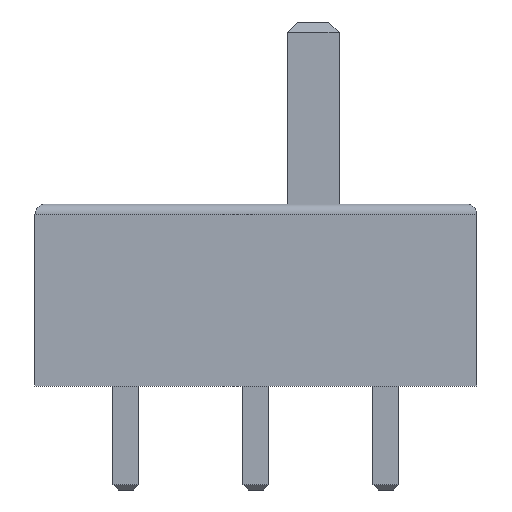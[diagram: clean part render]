
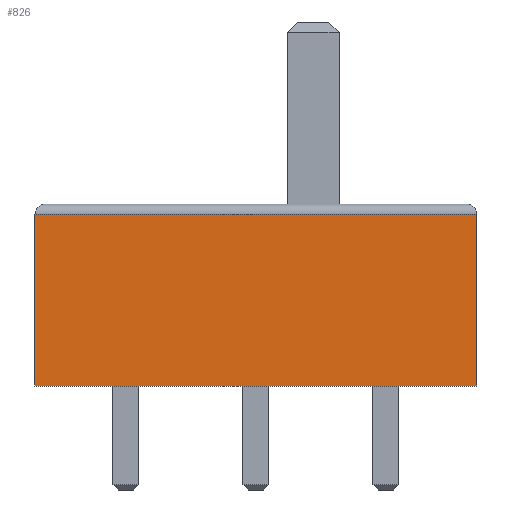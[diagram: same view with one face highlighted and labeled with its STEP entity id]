
A CAD part, front view. The second image highlights one B-rep face of the part: STEP entity #826.
In plain terms, the highlighted planar face has unit normal (0, -1, 0).
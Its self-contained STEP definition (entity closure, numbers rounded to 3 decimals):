
#32=PLANE('',#903);
#87=FACE_OUTER_BOUND('',#143,.T.);
#143=EDGE_LOOP('',(#638,#639,#640,#641));
#193=LINE('',#1189,#301);
#201=LINE('',#1207,#309);
#215=LINE('',#1237,#323);
#216=LINE('',#1238,#324);
#301=VECTOR('',#961,10.);
#309=VECTOR('',#979,10.);
#323=VECTOR('',#1007,10.);
#324=VECTOR('',#1008,10.);
#408=VERTEX_POINT('',#1179);
#411=VERTEX_POINT('',#1187);
#416=VERTEX_POINT('',#1206);
#425=VERTEX_POINT('',#1236);
#480=EDGE_CURVE('',#411,#408,#193,.T.);
#489=EDGE_CURVE('',#416,#408,#201,.T.);
#503=EDGE_CURVE('',#425,#411,#215,.T.);
#504=EDGE_CURVE('',#416,#425,#216,.T.);
#638=ORIENTED_EDGE('',*,*,#480,.F.);
#639=ORIENTED_EDGE('',*,*,#503,.F.);
#640=ORIENTED_EDGE('',*,*,#504,.F.);
#641=ORIENTED_EDGE('',*,*,#489,.T.);
#826=ADVANCED_FACE('',(#87),#32,.T.);
#903=AXIS2_PLACEMENT_3D('',#1235,#1005,#1006);
#961=DIRECTION('',(1.,0.,0.));
#979=DIRECTION('',(0.,0.,1.));
#1005=DIRECTION('center_axis',(0.,-1.,0.));
#1006=DIRECTION('ref_axis',(1.,0.,0.));
#1007=DIRECTION('',(0.,0.,1.));
#1008=DIRECTION('',(-1.,0.,0.));
#1179=CARTESIAN_POINT('',(4.25,-1.85,3.3));
#1187=CARTESIAN_POINT('',(-4.25,-1.85,3.3));
#1189=CARTESIAN_POINT('',(-2.125,-1.85,3.3));
#1206=CARTESIAN_POINT('',(4.25,-1.85,0.));
#1207=CARTESIAN_POINT('',(4.25,-1.85,0.));
#1235=CARTESIAN_POINT('Origin',(-4.25,-1.85,0.));
#1236=CARTESIAN_POINT('',(-4.25,-1.85,0.));
#1237=CARTESIAN_POINT('',(-4.25,-1.85,0.));
#1238=CARTESIAN_POINT('',(4.25,-1.85,0.));
